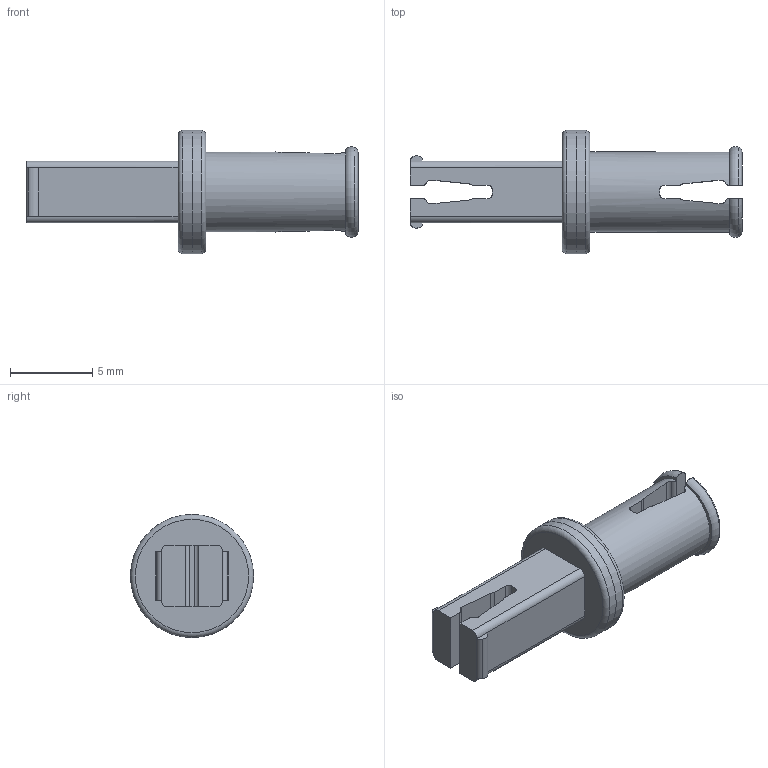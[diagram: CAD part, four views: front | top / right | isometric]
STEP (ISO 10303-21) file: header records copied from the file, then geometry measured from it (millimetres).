
FILE_DESCRIPTION(/* description */ (''),/* implementation_level */ '2;1');
FILE_NAME(/* name */ 'AXp2p.stp',/* time_stamp */ '2019-03-13T13:05:55+01:00',/* author */ ('Varga Daniel'),/* organization */ (''),/* preprocessor_version */ 'ST-DEVELOPER v17.2',/* originating_system */ 'Autodesk Inventor 2019',/* authorisation */ '');
FILE_SCHEMA (('AUTOMOTIVE_DESIGN { 1 0 10303 214 3 1 1 }'));
Length unit declared in the file: millimetre
Products named in the file (4): AXp2+p; Connector_pin_stick; Connector_pin_stick_1; Connector_pin_collar
Assembly tree (4 placements, depth 2):
  AXp2+p
    Connector_pin_stick
    Connector_pin_stick_1
    Connector_pin_collar  x2
Bounding box: 20.2 x 7.5 x 7.5 mm (x, y, z)
Volume: 335.9 mm3; surface area: 626.7 mm2
Topology: 4 solids, 4 shells, 69 faces, 186 edges, 125 vertices
Faces by surface type: plane 36, cylinder 27, torus 6
Full cylindrical faces by diameter (mm): 4.875 x1, 7.5 x2
Entity records: 2410 total; most frequent: CARTESIAN_POINT 595, ORIENTED_EDGE 354, DIRECTION 354, EDGE_CURVE 177, AXIS2_PLACEMENT_3D 131, VERTEX_POINT 118, LINE 92, VECTOR 92
